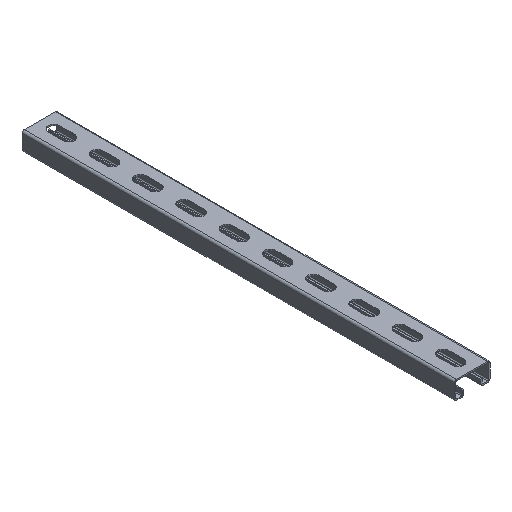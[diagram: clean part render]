
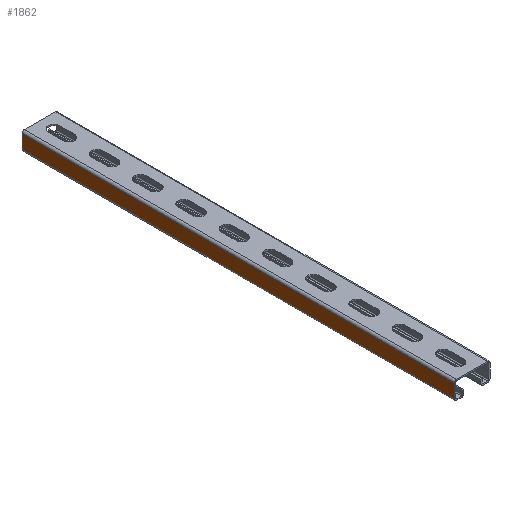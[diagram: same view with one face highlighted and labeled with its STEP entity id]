
A CAD part, isometric view. The second image highlights one B-rep face of the part: STEP entity #1862.
In plain terms, the highlighted planar face has unit normal (-1, 0, 0).
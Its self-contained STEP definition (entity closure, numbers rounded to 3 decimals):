
#601=DIRECTION('',(0.,-1.,0.));
#602=VECTOR('',#601,500.);
#603=CARTESIAN_POINT('',(-20.5,250.,8.));
#604=LINE('',#603,#602);
#605=DIRECTION('',(0.,-1.,0.));
#606=VECTOR('',#605,500.);
#607=CARTESIAN_POINT('',(-20.5,250.,-8.));
#608=LINE('',#607,#606);
#617=DIRECTION('',(0.,0.,1.));
#618=VECTOR('',#617,16.);
#619=CARTESIAN_POINT('',(-20.5,-250.,-8.));
#620=LINE('',#619,#618);
#651=DIRECTION('',(0.,0.,1.));
#652=VECTOR('',#651,16.);
#653=CARTESIAN_POINT('',(-20.5,250.,-8.));
#654=LINE('',#653,#652);
#1017=CARTESIAN_POINT('',(-20.5,250.,8.));
#1018=CARTESIAN_POINT('',(-20.5,-250.,8.));
#1019=VERTEX_POINT('',#1017);
#1020=VERTEX_POINT('',#1018);
#1029=CARTESIAN_POINT('',(-20.5,250.,-8.));
#1030=CARTESIAN_POINT('',(-20.5,-250.,-8.));
#1031=VERTEX_POINT('',#1029);
#1032=VERTEX_POINT('',#1030);
#1848=CARTESIAN_POINT('',(-20.5,-250.,-10.5));
#1849=DIRECTION('',(-1.,0.,0.));
#1850=DIRECTION('',(0.,0.,1.));
#1851=AXIS2_PLACEMENT_3D('',#1848,#1849,#1850);
#1852=PLANE('',#1851);
#1853=ORIENTED_EDGE('',*,*,#1839,.T.);
#1855=ORIENTED_EDGE('',*,*,#1854,.F.);
#1857=ORIENTED_EDGE('',*,*,#1856,.F.);
#1859=ORIENTED_EDGE('',*,*,#1858,.T.);
#1860=EDGE_LOOP('',(#1853,#1855,#1857,#1859));
#1861=FACE_OUTER_BOUND('',#1860,.F.);
#1862=ADVANCED_FACE('',(#1861),#1852,.T.);
#1839=EDGE_CURVE('',#1019,#1020,#604,.T.);
#1854=EDGE_CURVE('',#1032,#1020,#620,.T.);
#1856=EDGE_CURVE('',#1031,#1032,#608,.T.);
#1858=EDGE_CURVE('',#1031,#1019,#654,.T.);
